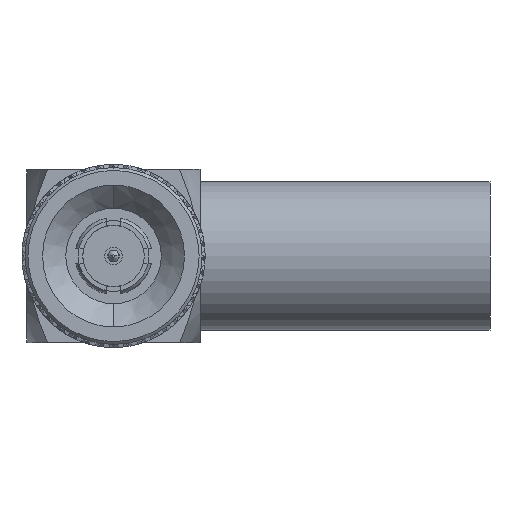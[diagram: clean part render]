
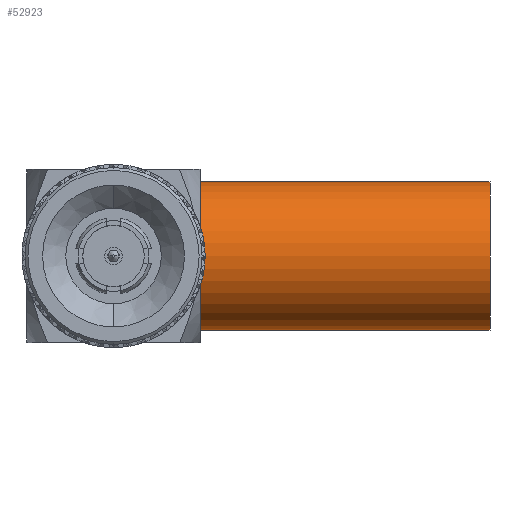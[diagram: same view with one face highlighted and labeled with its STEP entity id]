
A CAD part, left-side view. The second image highlights one B-rep face of the part: STEP entity #52923.
In plain terms, the highlighted cylindrical face has radius 3.25 mm (diameter 6.5 mm), a partial arc.
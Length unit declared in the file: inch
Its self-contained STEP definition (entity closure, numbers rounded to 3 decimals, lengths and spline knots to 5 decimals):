
#149 = CIRCLE ( 'NONE', #65522, 0.12795 ) ;
#2076 = ORIENTED_EDGE ( 'NONE', *, *, #44235, .F. ) ;
#6044 = AXIS2_PLACEMENT_3D ( 'NONE', #69254, #44026, #10906 ) ;
#10906 = DIRECTION ( 'NONE',  ( 0., 0., 1. ) ) ;
#16602 = VERTEX_POINT ( 'NONE', #62461 ) ;
#17458 = VERTEX_POINT ( 'NONE', #23700 ) ;
#22243 = CARTESIAN_POINT ( 'NONE',  ( 0.0704, -0.65, 0.12795 ) ) ;
#23427 = VERTEX_POINT ( 'NONE', #29646 ) ;
#23700 = CARTESIAN_POINT ( 'NONE',  ( 0.0704, -0.65, 0.12795 ) ) ;
#26464 = DIRECTION ( 'NONE',  ( 0., 0., -1. ) ) ;
#29646 = CARTESIAN_POINT ( 'NONE',  ( 0.0704, -0.15, -0.12795 ) ) ;
#32564 = CARTESIAN_POINT ( 'NONE',  ( 0.0704, -0.65, 0. ) ) ;
#34580 = CARTESIAN_POINT ( 'NONE',  ( 0.0704, -0.15, 0.12795 ) ) ;
#41350 = VECTOR ( 'NONE', #56635, 39.37008 ) ;
#44026 = DIRECTION ( 'NONE',  ( 0., -1., 0. ) ) ;
#44235 = EDGE_CURVE ( 'NONE', #17458, #16602, #149, .T. ) ;
#45800 = DIRECTION ( 'NONE',  ( 0., 0., 1. ) ) ;
#46511 = DIRECTION ( 'NONE',  ( 0., -1., 0. ) ) ;
#46885 = LINE ( 'NONE', #66885, #50471 ) ;
#47072 = FACE_OUTER_BOUND ( 'NONE', #69341, .T. ) ;
#50345 = EDGE_CURVE ( 'NONE', #17458, #81899, #61443, .T. ) ;
#50471 = VECTOR ( 'NONE', #67310, 39.37008 ) ;
#52923 = ADVANCED_FACE ( 'NONE', ( #47072 ), #73620, .T. ) ;
#53173 = DIRECTION ( 'NONE',  ( 0., 1., 0. ) ) ;
#56635 = DIRECTION ( 'NONE',  ( 0., 1., 0. ) ) ;
#61443 = LINE ( 'NONE', #22243, #41350 ) ;
#62461 = CARTESIAN_POINT ( 'NONE',  ( 0.0704, -0.65, -0.12795 ) ) ;
#63048 = EDGE_CURVE ( 'NONE', #16602, #23427, #46885, .T. ) ;
#64958 = CARTESIAN_POINT ( 'NONE',  ( 0.0704, -0.65, 0. ) ) ;
#65058 = EDGE_CURVE ( 'NONE', #81899, #23427, #68586, .T. ) ;
#65522 = AXIS2_PLACEMENT_3D ( 'NONE', #32564, #46511, #26464 ) ;
#66885 = CARTESIAN_POINT ( 'NONE',  ( 0.0704, -0.65, -0.12795 ) ) ;
#67310 = DIRECTION ( 'NONE',  ( 0., 1., 0. ) ) ;
#68586 = CIRCLE ( 'NONE', #6044, 0.12795 ) ;
#69254 = CARTESIAN_POINT ( 'NONE',  ( 0.0704, -0.15, 0. ) ) ;
#69341 = EDGE_LOOP ( 'NONE', ( #75276, #2076, #73193, #73424 ) ) ;
#73193 = ORIENTED_EDGE ( 'NONE', *, *, #50345, .T. ) ;
#73424 = ORIENTED_EDGE ( 'NONE', *, *, #65058, .T. ) ;
#73620 = CYLINDRICAL_SURFACE ( 'NONE', #85913, 0.12795 ) ;
#75276 = ORIENTED_EDGE ( 'NONE', *, *, #63048, .F. ) ;
#81899 = VERTEX_POINT ( 'NONE', #34580 ) ;
#85913 = AXIS2_PLACEMENT_3D ( 'NONE', #64958, #53173, #45800 ) ;
